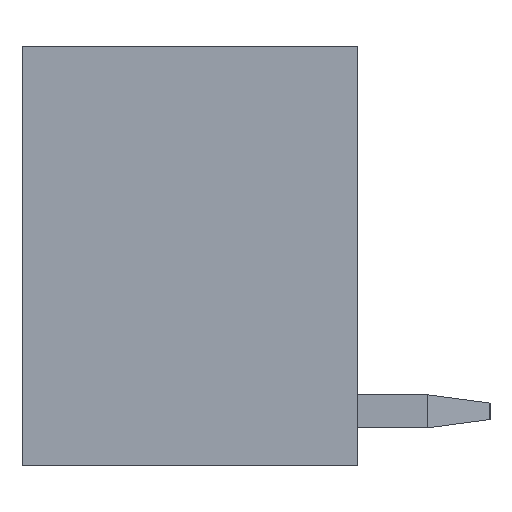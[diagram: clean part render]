
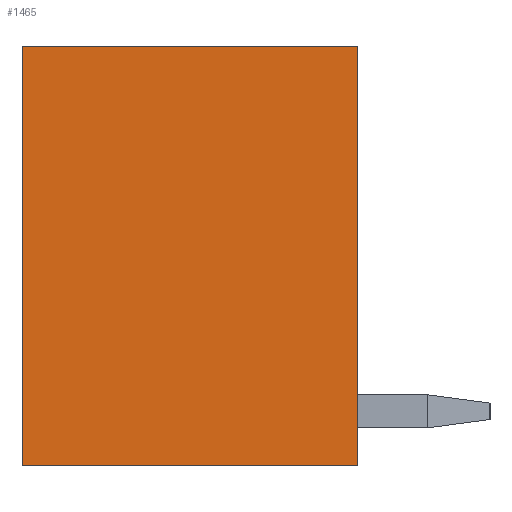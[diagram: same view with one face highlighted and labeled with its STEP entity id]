
A CAD part, left-side view. The second image highlights one B-rep face of the part: STEP entity #1465.
In plain terms, the highlighted planar face has unit normal (-1, 0, 0).
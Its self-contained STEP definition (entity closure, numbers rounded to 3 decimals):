
#1457=AXIS2_PLACEMENT_3D('Plane Axis2P3D',#1454,#1455,#1456) ;
#284=CARTESIAN_POINT('Line Origine',(0.,3.2,5.05)) ;
#288=CARTESIAN_POINT('Vertex',(0.,3.2,0.)) ;
#290=CARTESIAN_POINT('Vertex',(0.,3.2,10.1)) ;
#637=CARTESIAN_POINT('Line Origine',(0.,7.25,10.1)) ;
#641=CARTESIAN_POINT('Vertex',(0.,11.3,10.1)) ;
#1391=CARTESIAN_POINT('Line Origine',(0.,11.3,5.05)) ;
#1395=CARTESIAN_POINT('Vertex',(0.,11.3,0.)) ;
#1423=CARTESIAN_POINT('Line Origine',(0.,7.25,0.)) ;
#1454=CARTESIAN_POINT('Axis2P3D Location',(0.,7.2,3.5)) ;
#285=DIRECTION('Vector Direction',(0.,0.,1.)) ;
#638=DIRECTION('Vector Direction',(0.,1.,0.)) ;
#1392=DIRECTION('Vector Direction',(0.,0.,-1.)) ;
#1424=DIRECTION('Vector Direction',(0.,-1.,0.)) ;
#1455=DIRECTION('Axis2P3D Direction',(-1.,0.,0.)) ;
#1456=DIRECTION('Axis2P3D XDirection',(0.,-1.,0.)) ;
#286=VECTOR('Line Direction',#285,1.) ;
#639=VECTOR('Line Direction',#638,1.) ;
#1393=VECTOR('Line Direction',#1392,1.) ;
#1425=VECTOR('Line Direction',#1424,1.) ;
#1460=ORIENTED_EDGE('',*,*,#1427,.T.) ;
#1461=ORIENTED_EDGE('',*,*,#292,.T.) ;
#1462=ORIENTED_EDGE('',*,*,#643,.T.) ;
#1463=ORIENTED_EDGE('',*,*,#1397,.T.) ;
#1465=ADVANCED_FACE('BREP_WITH_VOIDS #11811',(#1464),#1458,.T.) ;
#292=EDGE_CURVE('',#289,#291,#287,.T.) ;
#643=EDGE_CURVE('',#291,#642,#640,.T.) ;
#1397=EDGE_CURVE('',#642,#1396,#1394,.T.) ;
#1427=EDGE_CURVE('',#1396,#289,#1426,.T.) ;
#1459=EDGE_LOOP('',(#1460,#1461,#1462,#1463)) ;
#1464=FACE_OUTER_BOUND('',#1459,.T.) ;
#287=LINE('Line',#284,#286) ;
#640=LINE('Line',#637,#639) ;
#1394=LINE('Line',#1391,#1393) ;
#1426=LINE('Line',#1423,#1425) ;
#1458=PLANE('',#1457) ;
#289=VERTEX_POINT('',#288) ;
#291=VERTEX_POINT('',#290) ;
#642=VERTEX_POINT('',#641) ;
#1396=VERTEX_POINT('',#1395) ;
